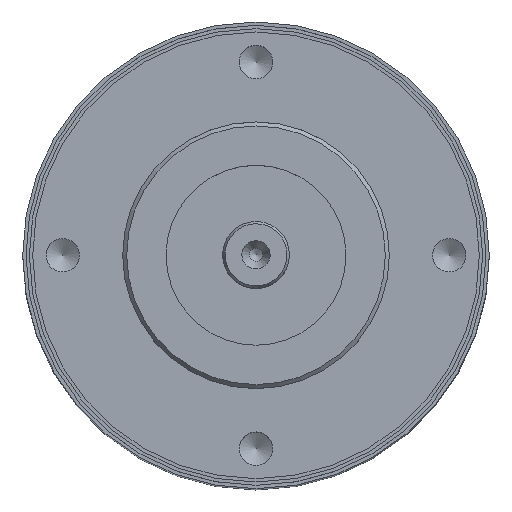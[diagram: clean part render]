
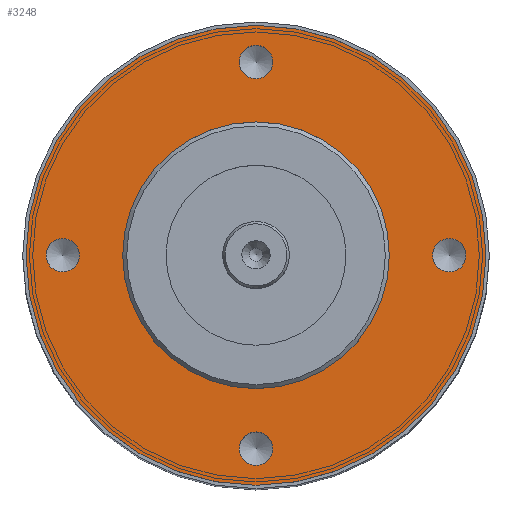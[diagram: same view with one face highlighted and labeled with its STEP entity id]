
A CAD part, top view. The second image highlights one B-rep face of the part: STEP entity #3248.
In plain terms, the highlighted planar face has unit normal (0, 0, 1).
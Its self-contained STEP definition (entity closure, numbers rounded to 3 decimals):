
#2 = DIRECTION ( 'NONE',  ( 0., 1., 0. ) ) ;
#135 = AXIS2_PLACEMENT_3D ( 'NONE', #4323, #2112, #2883 ) ;
#361 = CIRCLE ( 'NONE', #1307, 1.25 ) ;
#398 = ORIENTED_EDGE ( 'NONE', *, *, #1461, .F. ) ;
#454 = EDGE_LOOP ( 'NONE', ( #398 ) ) ;
#470 = DIRECTION ( 'NONE',  ( 0., 1., 0. ) ) ;
#476 = FACE_OUTER_BOUND ( 'NONE', #454, .T. ) ;
#498 = VERTEX_POINT ( 'NONE', #525 ) ;
#514 = DIRECTION ( 'NONE',  ( 0., 0., 1. ) ) ;
#525 = CARTESIAN_POINT ( 'NONE',  ( 0., 15.75, 59. ) ) ;
#657 = CARTESIAN_POINT ( 'NONE',  ( -14.5, 1.25, 59. ) ) ;
#746 = CIRCLE ( 'NONE', #1435, 10. ) ;
#793 = EDGE_LOOP ( 'NONE', ( #3927 ) ) ;
#875 = EDGE_CURVE ( 'NONE', #498, #498, #2840, .T. ) ;
#919 = EDGE_CURVE ( 'NONE', #1241, #1241, #2554, .T. ) ;
#951 = AXIS2_PLACEMENT_3D ( 'NONE', #4284, #514, #470 ) ;
#988 = CARTESIAN_POINT ( 'NONE',  ( 0., -17.25, 59. ) ) ;
#1090 = ORIENTED_EDGE ( 'NONE', *, *, #919, .F. ) ;
#1136 = AXIS2_PLACEMENT_3D ( 'NONE', #4835, #2141, #4441 ) ;
#1231 = DIRECTION ( 'NONE',  ( 0., -1., 0. ) ) ;
#1241 = VERTEX_POINT ( 'NONE', #3158 ) ;
#1307 = AXIS2_PLACEMENT_3D ( 'NONE', #1647, #2039, #2161 ) ;
#1435 = AXIS2_PLACEMENT_3D ( 'NONE', #2732, #4381, #4239 ) ;
#1461 = EDGE_CURVE ( 'NONE', #3557, #3557, #4499, .T. ) ;
#1509 = DIRECTION ( 'NONE',  ( 0., 0., 1. ) ) ;
#1647 = CARTESIAN_POINT ( 'NONE',  ( -14.5, 0., 59. ) ) ;
#1669 = EDGE_LOOP ( 'NONE', ( #4473 ) ) ;
#1697 = FACE_BOUND ( 'NONE', #1669, .T. ) ;
#1829 = FACE_BOUND ( 'NONE', #3620, .T. ) ;
#2039 = DIRECTION ( 'NONE',  ( 0., 0., 1. ) ) ;
#2077 = VERTEX_POINT ( 'NONE', #2917 ) ;
#2112 = DIRECTION ( 'NONE',  ( 0., 0., 1. ) ) ;
#2117 = EDGE_LOOP ( 'NONE', ( #2443 ) ) ;
#2131 = CARTESIAN_POINT ( 'NONE',  ( 0., -10., 59. ) ) ;
#2141 = DIRECTION ( 'NONE',  ( 0., 0., 1. ) ) ;
#2161 = DIRECTION ( 'NONE',  ( 0., 1., 0. ) ) ;
#2239 = CARTESIAN_POINT ( 'NONE',  ( 14.5, 0., 59. ) ) ;
#2443 = ORIENTED_EDGE ( 'NONE', *, *, #3616, .F. ) ;
#2480 = FACE_BOUND ( 'NONE', #3824, .T. ) ;
#2515 = AXIS2_PLACEMENT_3D ( 'NONE', #3143, #3191, #1231 ) ;
#2554 = CIRCLE ( 'NONE', #1136, 1.25 ) ;
#2567 = CIRCLE ( 'NONE', #4577, 1.25 ) ;
#2676 = EDGE_CURVE ( 'NONE', #4880, #4880, #746, .T. ) ;
#2732 = CARTESIAN_POINT ( 'NONE',  ( 0., 0., 59. ) ) ;
#2832 = FACE_BOUND ( 'NONE', #2117, .T. ) ;
#2840 = CIRCLE ( 'NONE', #135, 1.25 ) ;
#2883 = DIRECTION ( 'NONE',  ( 0., 1., 0. ) ) ;
#2917 = CARTESIAN_POINT ( 'NONE',  ( 14.5, 1.25, 59. ) ) ;
#3143 = CARTESIAN_POINT ( 'NONE',  ( 0., 0., 59. ) ) ;
#3158 = CARTESIAN_POINT ( 'NONE',  ( 0., -13.25, 59. ) ) ;
#3191 = DIRECTION ( 'NONE',  ( 0., 0., -1. ) ) ;
#3248 = ADVANCED_FACE ( 'Defeatured_7459', ( #1697, #1829, #2832, #4492, #2480, #476 ), #3548, .T. ) ;
#3459 = ORIENTED_EDGE ( 'NONE', *, *, #2676, .T. ) ;
#3548 = PLANE ( 'NONE',  #951 ) ;
#3557 = VERTEX_POINT ( 'NONE', #988 ) ;
#3616 = EDGE_CURVE ( 'NONE', #2077, #2077, #2567, .T. ) ;
#3620 = EDGE_LOOP ( 'NONE', ( #1090 ) ) ;
#3687 = VERTEX_POINT ( 'NONE', #657 ) ;
#3824 = EDGE_LOOP ( 'NONE', ( #3459 ) ) ;
#3927 = ORIENTED_EDGE ( 'NONE', *, *, #875, .F. ) ;
#4190 = EDGE_CURVE ( 'NONE', #3687, #3687, #361, .T. ) ;
#4239 = DIRECTION ( 'NONE',  ( 0., -1., 0. ) ) ;
#4284 = CARTESIAN_POINT ( 'NONE',  ( 0., -17.25, 59. ) ) ;
#4323 = CARTESIAN_POINT ( 'NONE',  ( 0., 14.5, 59. ) ) ;
#4381 = DIRECTION ( 'NONE',  ( 0., 0., -1. ) ) ;
#4441 = DIRECTION ( 'NONE',  ( 0., 1., 0. ) ) ;
#4473 = ORIENTED_EDGE ( 'NONE', *, *, #4190, .F. ) ;
#4492 = FACE_BOUND ( 'NONE', #793, .T. ) ;
#4499 = CIRCLE ( 'NONE', #2515, 17.25 ) ;
#4577 = AXIS2_PLACEMENT_3D ( 'NONE', #2239, #1509, #2 ) ;
#4835 = CARTESIAN_POINT ( 'NONE',  ( 0., -14.5, 59. ) ) ;
#4880 = VERTEX_POINT ( 'NONE', #2131 ) ;
